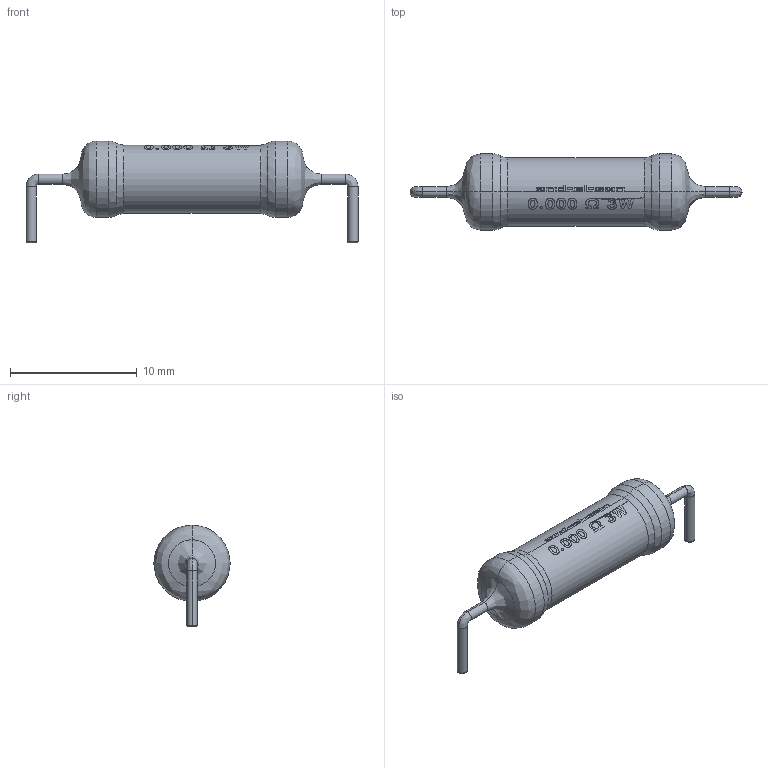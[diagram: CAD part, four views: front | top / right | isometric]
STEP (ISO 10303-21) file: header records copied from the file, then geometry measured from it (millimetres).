
FILE_DESCRIPTION (( 'STEP AP214' ), '1' );
FILE_NAME ('User Library-Res100 3W SilCoat.STEP', '2022-02-07T10:07:12', ( '' ), ( '' ), 'SwSTEP 2.0', 'SolidWorks 2021', '' );
FILE_SCHEMA (( 'AUTOMOTIVE_DESIGN' ));
Length unit declared in the file: millimetre
Products named in the file (1): User Library-Res100 3W SilCoat
Bounding box: 26.21 x 6.02 x 8.03 mm (x, y, z)
Surface area: 390.8 mm2 (no closed solid volume)
Topology: 0 solids, 13 shells, 243 faces, 607 edges, 352 vertices
Faces by surface type: plane 112, bspline 89, cylinder 42
Entity records: 13614 total; most frequent: CARTESIAN_POINT 6017, ORIENTED_EDGE 1105, DIRECTION 766, EDGE_CURVE 604, VERTEX_POINT 348, AXIS2_PLACEMENT_3D 277, B_SPLINE_CURVE_WITH_KNOTS 267, EDGE_LOOP 261
